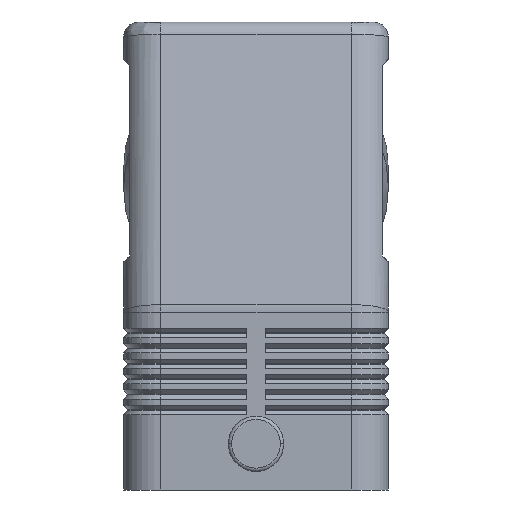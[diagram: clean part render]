
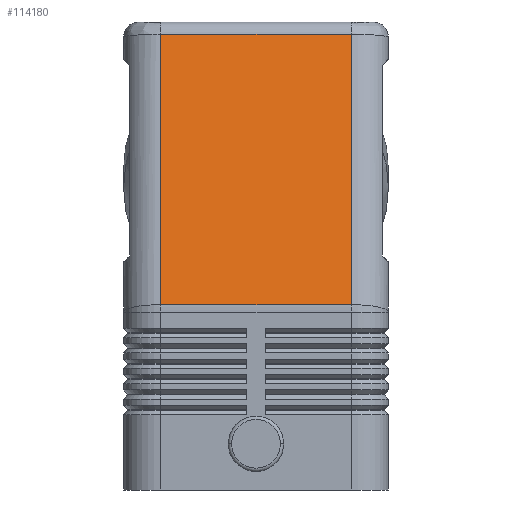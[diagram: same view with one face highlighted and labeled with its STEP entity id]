
A CAD part, left-side view. The second image highlights one B-rep face of the part: STEP entity #114180.
In plain terms, the highlighted planar face has unit normal (-0.98, 0, 0.2).
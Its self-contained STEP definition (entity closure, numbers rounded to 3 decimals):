
#4200=CARTESIAN_POINT('',(-50.909,15.5,74.));
#4210=VERTEX_POINT('',#4200);
#4240=CARTESIAN_POINT('',(-59.879,15.5,30.094));
#4250=DIRECTION('',(0.2,0.,0.98));
#4260=VECTOR('',#4250,1.);
#4270=LINE('',#4240,#4260);
#4280=CARTESIAN_POINT('',(-59.879,15.5,30.094));
#4290=VERTEX_POINT('',#4280);
#4300=EDGE_CURVE('',#4290,#4210,#4270,.T.);
#5000=CARTESIAN_POINT('',(-50.909,-15.5,74.));
#5010=VERTEX_POINT('',#5000);
#5040=CARTESIAN_POINT('',(-50.909,15.5,74.));
#5050=DIRECTION('',(0.,-1.,0.));
#5060=VECTOR('',#5050,1.);
#5070=LINE('',#5040,#5060);
#5080=EDGE_CURVE('',#4210,#5010,#5070,.T.);
#5750=CARTESIAN_POINT('',(-59.879,-15.5,30.094));
#5760=DIRECTION('',(0.,1.,0.));
#5770=VECTOR('',#5760,1.);
#5780=LINE('',#5750,#5770);
#5790=CARTESIAN_POINT('',(-59.879,-15.5,30.094));
#5800=VERTEX_POINT('',#5790);
#5810=EDGE_CURVE('',#5800,#4290,#5780,.T.);
#8080=CARTESIAN_POINT('',(-50.909,-15.5,74.));
#8090=DIRECTION('',(-0.2,0.,-0.98));
#8100=VECTOR('',#8090,1.);
#8110=LINE('',#8080,#8100);
#8120=EDGE_CURVE('',#5010,#5800,#8110,.T.);
#114070=CARTESIAN_POINT('',(-60.776,-18.6,25.704));
#114080=DIRECTION('',(-0.98,0.,0.2));
#114090=DIRECTION('',(0.2,0.,0.98));
#114100=AXIS2_PLACEMENT_3D('',#114070,#114080,#114090);
#114110=PLANE('',#114100);
#114120=ORIENTED_EDGE('',*,*,#5810,.F.);
#114130=ORIENTED_EDGE('',*,*,#4300,.F.);
#114140=ORIENTED_EDGE('',*,*,#5080,.F.);
#114150=ORIENTED_EDGE('',*,*,#8120,.F.);
#114160=EDGE_LOOP('',(#114150,#114140,#114130,#114120));
#114170=FACE_OUTER_BOUND('',#114160,.T.);
#114180=ADVANCED_FACE('',(#114170),#114110,.T.);
